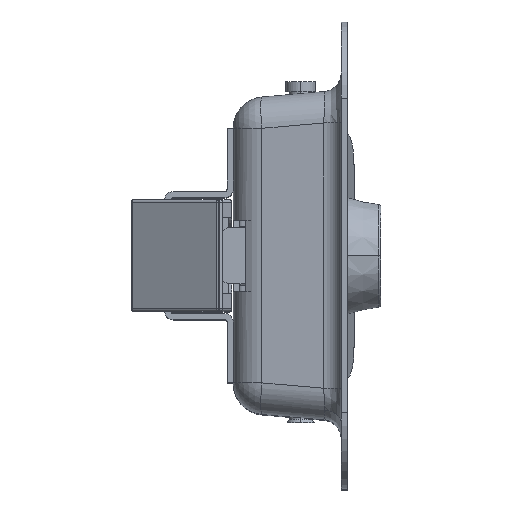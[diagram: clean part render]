
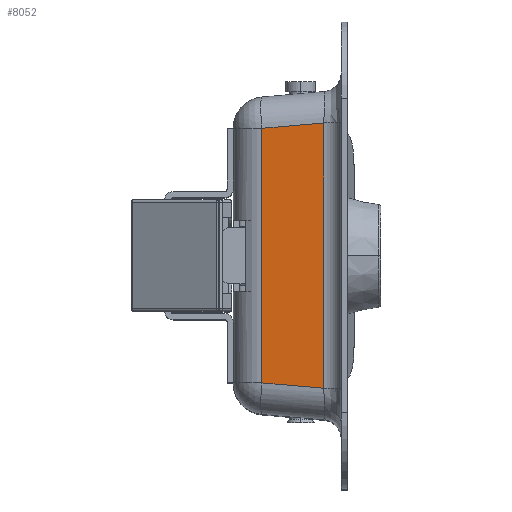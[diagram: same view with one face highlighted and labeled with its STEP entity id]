
A CAD part, top view. The second image highlights one B-rep face of the part: STEP entity #8052.
In plain terms, the highlighted face is planar.
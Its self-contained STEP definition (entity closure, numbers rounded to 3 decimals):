
#216 = VECTOR ( 'NONE', #11207, 1000. ) ;
#513 = CARTESIAN_POINT ( 'NONE',  ( -45.69, -16.853, 25.062 ) ) ;
#827 = VECTOR ( 'NONE', #2523, 1000. ) ;
#875 = CARTESIAN_POINT ( 'NONE',  ( -45.69, -16.853, -25.062 ) ) ;
#972 = VECTOR ( 'NONE', #8513, 1000. ) ;
#1102 = VERTEX_POINT ( 'NONE', #875 ) ;
#1128 = LINE ( 'NONE', #1608, #827 ) ;
#1608 = CARTESIAN_POINT ( 'NONE',  ( -45.69, -16.853, 32.7 ) ) ;
#1756 = CARTESIAN_POINT ( 'NONE',  ( -44.745, -27.394, -24.147 ) ) ;
#1990 = CARTESIAN_POINT ( 'NONE',  ( -46.782, -4.661, -26.421 ) ) ;
#1996 = EDGE_LOOP ( 'NONE', ( #5613, #8099, #8873, #9813 ) ) ;
#2274 = DIRECTION ( 'NONE',  ( -0.089, 0.996, 0. ) ) ;
#2523 = DIRECTION ( 'NONE',  ( 0., 0., 1. ) ) ;
#2662 = LINE ( 'NONE', #1990, #216 ) ;
#2983 = CARTESIAN_POINT ( 'NONE',  ( -45.246, -21.805, 24.632 ) ) ;
#3192 = CARTESIAN_POINT ( 'NONE',  ( -45.184, -22.5, 32.7 ) ) ;
#3504 = VERTEX_POINT ( 'NONE', #8412 ) ;
#3827 = LINE ( 'NONE', #1756, #8452 ) ;
#5211 = EDGE_CURVE ( 'NONE', #8850, #1102, #3827, .T. ) ;
#5358 = CARTESIAN_POINT ( 'NONE',  ( -46.782, -4.661, -26.12 ) ) ;
#5613 = ORIENTED_EDGE ( 'NONE', *, *, #7929, .T. ) ;
#5753 = VERTEX_POINT ( 'NONE', #513 ) ;
#7677 = EDGE_CURVE ( 'NONE', #1102, #5753, #1128, .T. ) ;
#7826 = DIRECTION ( 'NONE',  ( 0.996, 0.089, 0. ) ) ;
#7929 = EDGE_CURVE ( 'NONE', #5753, #3504, #10525, .T. ) ;
#8052 = ADVANCED_FACE ( 'NONE', ( #11812 ), #11506, .F. ) ;
#8099 = ORIENTED_EDGE ( 'NONE', *, *, #9896, .T. ) ;
#8222 = DIRECTION ( 'NONE',  ( 0.089, -0.992, 0.086 ) ) ;
#8412 = CARTESIAN_POINT ( 'NONE',  ( -46.782, -4.661, 26.12 ) ) ;
#8452 = VECTOR ( 'NONE', #8222, 1000. ) ;
#8513 = DIRECTION ( 'NONE',  ( -0.089, 0.992, 0.086 ) ) ;
#8850 = VERTEX_POINT ( 'NONE', #5358 ) ;
#8873 = ORIENTED_EDGE ( 'NONE', *, *, #5211, .T. ) ;
#9813 = ORIENTED_EDGE ( 'NONE', *, *, #7677, .T. ) ;
#9896 = EDGE_CURVE ( 'NONE', #3504, #8850, #2662, .T. ) ;
#10525 = LINE ( 'NONE', #2983, #972 ) ;
#11207 = DIRECTION ( 'NONE',  ( 0., 0., -1. ) ) ;
#11506 = PLANE ( 'NONE',  #11916 ) ;
#11812 = FACE_OUTER_BOUND ( 'NONE', #1996, .T. ) ;
#11916 = AXIS2_PLACEMENT_3D ( 'NONE', #3192, #7826, #2274 ) ;
